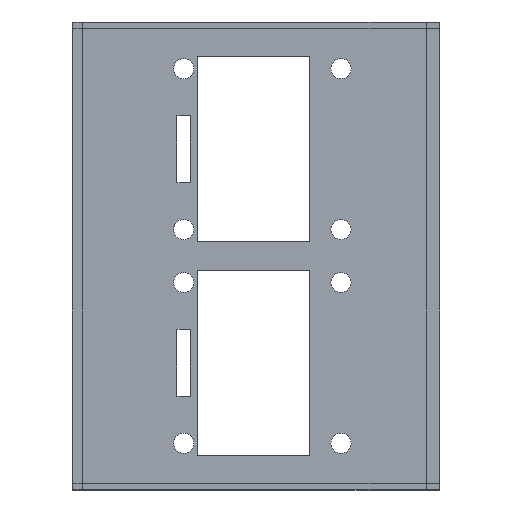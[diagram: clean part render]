
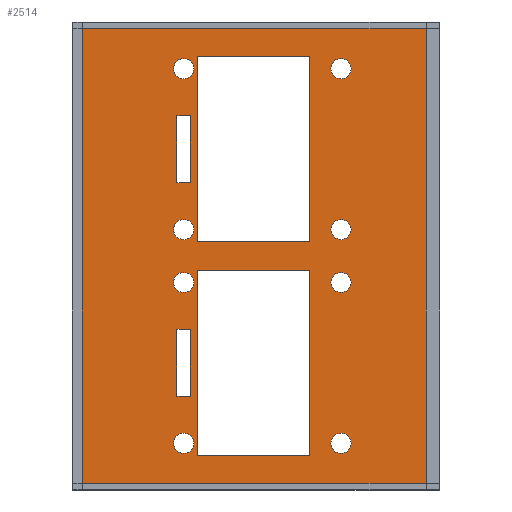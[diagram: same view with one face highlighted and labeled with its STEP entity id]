
A CAD part, top view. The second image highlights one B-rep face of the part: STEP entity #2514.
In plain terms, the highlighted planar face has unit normal (0, 0, 1).
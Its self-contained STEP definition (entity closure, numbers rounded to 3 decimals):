
#64=FACE_BOUND('',#311,.T.);
#65=FACE_BOUND('',#312,.T.);
#66=FACE_BOUND('',#313,.T.);
#67=FACE_BOUND('',#314,.T.);
#68=FACE_BOUND('',#315,.T.);
#69=FACE_BOUND('',#316,.T.);
#70=FACE_BOUND('',#317,.T.);
#71=FACE_BOUND('',#318,.T.);
#72=FACE_BOUND('',#319,.T.);
#73=FACE_BOUND('',#320,.T.);
#74=FACE_BOUND('',#321,.T.);
#75=FACE_BOUND('',#322,.T.);
#77=CIRCLE('',#2655,1.5);
#79=CIRCLE('',#2658,1.5);
#81=CIRCLE('',#2669,1.5);
#83=CIRCLE('',#2672,1.5);
#85=CIRCLE('',#2675,1.5);
#87=CIRCLE('',#2678,1.5);
#89=CIRCLE('',#2681,1.5);
#91=CIRCLE('',#2684,1.5);
#144=FACE_OUTER_BOUND('',#310,.T.);
#310=EDGE_LOOP('',(#1865,#1866,#1867,#1868));
#311=EDGE_LOOP('',(#1869,#1870,#1871,#1872));
#312=EDGE_LOOP('',(#1873));
#313=EDGE_LOOP('',(#1874));
#314=EDGE_LOOP('',(#1875,#1876,#1877,#1878));
#315=EDGE_LOOP('',(#1879,#1880,#1881,#1882));
#316=EDGE_LOOP('',(#1883));
#317=EDGE_LOOP('',(#1884));
#318=EDGE_LOOP('',(#1885));
#319=EDGE_LOOP('',(#1886));
#320=EDGE_LOOP('',(#1887));
#321=EDGE_LOOP('',(#1888));
#322=EDGE_LOOP('',(#1889,#1890,#1891,#1892));
#454=LINE('',#3528,#778);
#458=LINE('',#3536,#782);
#461=LINE('',#3542,#785);
#464=LINE('',#3547,#788);
#468=LINE('',#3564,#792);
#472=LINE('',#3572,#796);
#475=LINE('',#3578,#799);
#478=LINE('',#3583,#802);
#480=LINE('',#3588,#804);
#484=LINE('',#3596,#808);
#487=LINE('',#3602,#811);
#490=LINE('',#3607,#814);
#498=LINE('',#3648,#822);
#502=LINE('',#3656,#826);
#505=LINE('',#3662,#829);
#508=LINE('',#3667,#832);
#527=LINE('',#3705,#851);
#531=LINE('',#3713,#855);
#534=LINE('',#3719,#858);
#537=LINE('',#3724,#861);
#778=VECTOR('',#2851,10.);
#782=VECTOR('',#2857,10.);
#785=VECTOR('',#2862,10.);
#788=VECTOR('',#2867,10.);
#792=VECTOR('',#2885,10.);
#796=VECTOR('',#2891,10.);
#799=VECTOR('',#2896,10.);
#802=VECTOR('',#2901,10.);
#804=VECTOR('',#2905,10.);
#808=VECTOR('',#2911,10.);
#811=VECTOR('',#2916,10.);
#814=VECTOR('',#2921,10.);
#822=VECTOR('',#2967,10.);
#826=VECTOR('',#2973,10.);
#829=VECTOR('',#2978,10.);
#832=VECTOR('',#2983,10.);
#851=VECTOR('',#3022,10.);
#855=VECTOR('',#3028,10.);
#858=VECTOR('',#3033,10.);
#861=VECTOR('',#3038,10.);
#1098=VERTEX_POINT('',#3526);
#1099=VERTEX_POINT('',#3527);
#1102=VERTEX_POINT('',#3535);
#1104=VERTEX_POINT('',#3541);
#1107=VERTEX_POINT('',#3552);
#1109=VERTEX_POINT('',#3558);
#1110=VERTEX_POINT('',#3562);
#1111=VERTEX_POINT('',#3563);
#1114=VERTEX_POINT('',#3571);
#1116=VERTEX_POINT('',#3577);
#1118=VERTEX_POINT('',#3586);
#1119=VERTEX_POINT('',#3587);
#1122=VERTEX_POINT('',#3595);
#1124=VERTEX_POINT('',#3601);
#1127=VERTEX_POINT('',#3612);
#1129=VERTEX_POINT('',#3618);
#1131=VERTEX_POINT('',#3624);
#1133=VERTEX_POINT('',#3630);
#1135=VERTEX_POINT('',#3636);
#1137=VERTEX_POINT('',#3642);
#1138=VERTEX_POINT('',#3646);
#1139=VERTEX_POINT('',#3647);
#1142=VERTEX_POINT('',#3655);
#1144=VERTEX_POINT('',#3661);
#1153=VERTEX_POINT('',#3703);
#1154=VERTEX_POINT('',#3704);
#1157=VERTEX_POINT('',#3712);
#1159=VERTEX_POINT('',#3718);
#1328=EDGE_CURVE('',#1098,#1099,#454,.T.);
#1332=EDGE_CURVE('',#1099,#1102,#458,.T.);
#1335=EDGE_CURVE('',#1102,#1104,#461,.T.);
#1338=EDGE_CURVE('',#1104,#1098,#464,.T.);
#1342=EDGE_CURVE('',#1107,#1107,#77,.T.);
#1345=EDGE_CURVE('',#1109,#1109,#79,.T.);
#1346=EDGE_CURVE('',#1110,#1111,#468,.T.);
#1350=EDGE_CURVE('',#1111,#1114,#472,.T.);
#1353=EDGE_CURVE('',#1114,#1116,#475,.T.);
#1356=EDGE_CURVE('',#1116,#1110,#478,.T.);
#1358=EDGE_CURVE('',#1118,#1119,#480,.T.);
#1362=EDGE_CURVE('',#1119,#1122,#484,.T.);
#1365=EDGE_CURVE('',#1122,#1124,#487,.T.);
#1368=EDGE_CURVE('',#1124,#1118,#490,.T.);
#1372=EDGE_CURVE('',#1127,#1127,#81,.T.);
#1375=EDGE_CURVE('',#1129,#1129,#83,.T.);
#1378=EDGE_CURVE('',#1131,#1131,#85,.T.);
#1381=EDGE_CURVE('',#1133,#1133,#87,.T.);
#1384=EDGE_CURVE('',#1135,#1135,#89,.T.);
#1387=EDGE_CURVE('',#1137,#1137,#91,.T.);
#1388=EDGE_CURVE('',#1138,#1139,#498,.T.);
#1392=EDGE_CURVE('',#1139,#1142,#502,.T.);
#1395=EDGE_CURVE('',#1142,#1144,#505,.T.);
#1398=EDGE_CURVE('',#1144,#1138,#508,.T.);
#1417=EDGE_CURVE('',#1153,#1154,#527,.T.);
#1421=EDGE_CURVE('',#1154,#1157,#531,.T.);
#1424=EDGE_CURVE('',#1157,#1159,#534,.T.);
#1427=EDGE_CURVE('',#1159,#1153,#537,.T.);
#1865=ORIENTED_EDGE('',*,*,#1417,.F.);
#1866=ORIENTED_EDGE('',*,*,#1427,.F.);
#1867=ORIENTED_EDGE('',*,*,#1424,.F.);
#1868=ORIENTED_EDGE('',*,*,#1421,.F.);
#1869=ORIENTED_EDGE('',*,*,#1338,.T.);
#1870=ORIENTED_EDGE('',*,*,#1328,.T.);
#1871=ORIENTED_EDGE('',*,*,#1332,.T.);
#1872=ORIENTED_EDGE('',*,*,#1335,.T.);
#1873=ORIENTED_EDGE('',*,*,#1342,.T.);
#1874=ORIENTED_EDGE('',*,*,#1345,.T.);
#1875=ORIENTED_EDGE('',*,*,#1356,.T.);
#1876=ORIENTED_EDGE('',*,*,#1346,.T.);
#1877=ORIENTED_EDGE('',*,*,#1350,.T.);
#1878=ORIENTED_EDGE('',*,*,#1353,.T.);
#1879=ORIENTED_EDGE('',*,*,#1368,.T.);
#1880=ORIENTED_EDGE('',*,*,#1358,.T.);
#1881=ORIENTED_EDGE('',*,*,#1362,.T.);
#1882=ORIENTED_EDGE('',*,*,#1365,.T.);
#1883=ORIENTED_EDGE('',*,*,#1372,.T.);
#1884=ORIENTED_EDGE('',*,*,#1375,.T.);
#1885=ORIENTED_EDGE('',*,*,#1378,.T.);
#1886=ORIENTED_EDGE('',*,*,#1381,.T.);
#1887=ORIENTED_EDGE('',*,*,#1384,.T.);
#1888=ORIENTED_EDGE('',*,*,#1387,.T.);
#1889=ORIENTED_EDGE('',*,*,#1398,.T.);
#1890=ORIENTED_EDGE('',*,*,#1388,.T.);
#1891=ORIENTED_EDGE('',*,*,#1392,.T.);
#1892=ORIENTED_EDGE('',*,*,#1395,.T.);
#2361=PLANE('',#2703);
#2514=ADVANCED_FACE('',(#144,#64,#65,#66,#67,#68,#69,#70,#71,#72,#73,#74,
#75),#2361,.T.);
#2655=AXIS2_PLACEMENT_3D('',#3554,#2874,#2875);
#2658=AXIS2_PLACEMENT_3D('',#3560,#2881,#2882);
#2669=AXIS2_PLACEMENT_3D('',#3614,#2928,#2929);
#2672=AXIS2_PLACEMENT_3D('',#3620,#2935,#2936);
#2675=AXIS2_PLACEMENT_3D('',#3626,#2942,#2943);
#2678=AXIS2_PLACEMENT_3D('',#3632,#2949,#2950);
#2681=AXIS2_PLACEMENT_3D('',#3638,#2956,#2957);
#2684=AXIS2_PLACEMENT_3D('',#3644,#2963,#2964);
#2703=AXIS2_PLACEMENT_3D('',#3727,#3042,#3043);
#2851=DIRECTION('',(1.,0.,0.));
#2857=DIRECTION('',(0.,-1.,0.));
#2862=DIRECTION('',(-1.,0.,0.));
#2867=DIRECTION('',(0.,1.,0.));
#2874=DIRECTION('center_axis',(0.,0.,-1.));
#2875=DIRECTION('ref_axis',(-1.,0.,0.));
#2881=DIRECTION('center_axis',(0.,0.,-1.));
#2882=DIRECTION('ref_axis',(-1.,0.,0.));
#2885=DIRECTION('',(-1.,0.,0.));
#2891=DIRECTION('',(0.,1.,0.));
#2896=DIRECTION('',(1.,0.,0.));
#2901=DIRECTION('',(0.,-1.,0.));
#2905=DIRECTION('',(0.,1.,0.));
#2911=DIRECTION('',(1.,0.,0.));
#2916=DIRECTION('',(0.,-1.,0.));
#2921=DIRECTION('',(-1.,0.,0.));
#2928=DIRECTION('center_axis',(0.,0.,-1.));
#2929=DIRECTION('ref_axis',(-1.,0.,0.));
#2935=DIRECTION('center_axis',(0.,0.,-1.));
#2936=DIRECTION('ref_axis',(-1.,0.,0.));
#2942=DIRECTION('center_axis',(0.,0.,-1.));
#2943=DIRECTION('ref_axis',(-1.,0.,0.));
#2949=DIRECTION('center_axis',(0.,0.,-1.));
#2950=DIRECTION('ref_axis',(-1.,0.,0.));
#2956=DIRECTION('center_axis',(0.,0.,-1.));
#2957=DIRECTION('ref_axis',(-1.,0.,0.));
#2963=DIRECTION('center_axis',(0.,0.,-1.));
#2964=DIRECTION('ref_axis',(-1.,0.,0.));
#2967=DIRECTION('',(1.,0.,0.));
#2973=DIRECTION('',(0.,-1.,0.));
#2978=DIRECTION('',(-1.,0.,0.));
#2983=DIRECTION('',(0.,1.,0.));
#3022=DIRECTION('',(1.,0.,0.));
#3028=DIRECTION('',(0.,-1.,0.));
#3033=DIRECTION('',(-1.,0.,0.));
#3038=DIRECTION('',(0.,1.,0.));
#3042=DIRECTION('center_axis',(0.,0.,1.));
#3043=DIRECTION('ref_axis',(-1.,0.,0.));
#3526=CARTESIAN_POINT('',(19.356,37.752,35.718));
#3527=CARTESIAN_POINT('',(21.356,37.752,35.718));
#3528=CARTESIAN_POINT('',(21.356,37.752,35.718));
#3535=CARTESIAN_POINT('',(21.356,27.752,35.718));
#3536=CARTESIAN_POINT('',(21.356,27.752,35.718));
#3541=CARTESIAN_POINT('',(19.356,27.752,35.718));
#3542=CARTESIAN_POINT('',(19.356,27.752,35.718));
#3547=CARTESIAN_POINT('',(19.356,37.752,35.718));
#3552=CARTESIAN_POINT('',(45.356,76.713,35.718));
#3554=CARTESIAN_POINT('Origin',(43.856,76.713,35.718));
#3558=CARTESIAN_POINT('',(45.356,44.769,35.718));
#3560=CARTESIAN_POINT('Origin',(43.856,44.769,35.718));
#3562=CARTESIAN_POINT('',(21.356,59.697,35.718));
#3563=CARTESIAN_POINT('',(19.356,59.697,35.718));
#3564=CARTESIAN_POINT('',(21.356,59.697,35.718));
#3571=CARTESIAN_POINT('',(19.356,69.697,35.718));
#3572=CARTESIAN_POINT('',(19.356,59.697,35.718));
#3577=CARTESIAN_POINT('',(21.356,69.697,35.718));
#3578=CARTESIAN_POINT('',(19.356,69.697,35.718));
#3583=CARTESIAN_POINT('',(21.356,69.697,35.718));
#3586=CARTESIAN_POINT('',(22.379,50.897,35.718));
#3587=CARTESIAN_POINT('',(22.379,78.497,35.718));
#3588=CARTESIAN_POINT('',(22.379,50.897,35.718));
#3595=CARTESIAN_POINT('',(39.179,78.497,35.718));
#3596=CARTESIAN_POINT('',(22.379,78.497,35.718));
#3601=CARTESIAN_POINT('',(39.179,50.897,35.718));
#3602=CARTESIAN_POINT('',(39.179,78.497,35.718));
#3607=CARTESIAN_POINT('',(39.179,50.897,35.718));
#3612=CARTESIAN_POINT('',(45.356,20.736,35.718));
#3614=CARTESIAN_POINT('Origin',(43.856,20.736,35.718));
#3618=CARTESIAN_POINT('',(21.856,52.68,35.718));
#3620=CARTESIAN_POINT('Origin',(20.356,52.68,35.718));
#3624=CARTESIAN_POINT('',(21.856,44.769,35.718));
#3626=CARTESIAN_POINT('Origin',(20.356,44.769,35.718));
#3630=CARTESIAN_POINT('',(21.856,76.713,35.718));
#3632=CARTESIAN_POINT('Origin',(20.356,76.713,35.718));
#3636=CARTESIAN_POINT('',(45.356,52.68,35.718));
#3638=CARTESIAN_POINT('Origin',(43.856,52.68,35.718));
#3642=CARTESIAN_POINT('',(21.856,20.736,35.718));
#3644=CARTESIAN_POINT('Origin',(20.356,20.736,35.718));
#3646=CARTESIAN_POINT('',(22.379,46.552,35.718));
#3647=CARTESIAN_POINT('',(39.179,46.552,35.718));
#3648=CARTESIAN_POINT('',(39.179,46.552,35.718));
#3655=CARTESIAN_POINT('',(39.179,18.952,35.718));
#3656=CARTESIAN_POINT('',(39.179,18.952,35.718));
#3661=CARTESIAN_POINT('',(22.379,18.952,35.718));
#3662=CARTESIAN_POINT('',(22.379,18.952,35.718));
#3667=CARTESIAN_POINT('',(22.379,46.552,35.718));
#3703=CARTESIAN_POINT('',(5.234,82.7,35.718));
#3704=CARTESIAN_POINT('',(56.573,82.7,35.718));
#3705=CARTESIAN_POINT('',(5.234,82.7,35.718));
#3712=CARTESIAN_POINT('',(56.573,14.779,35.718));
#3713=CARTESIAN_POINT('',(56.573,82.7,35.718));
#3718=CARTESIAN_POINT('',(5.234,14.779,35.718));
#3719=CARTESIAN_POINT('',(56.573,14.779,35.718));
#3724=CARTESIAN_POINT('',(5.234,14.779,35.718));
#3727=CARTESIAN_POINT('Origin',(30.904,48.74,35.718));
